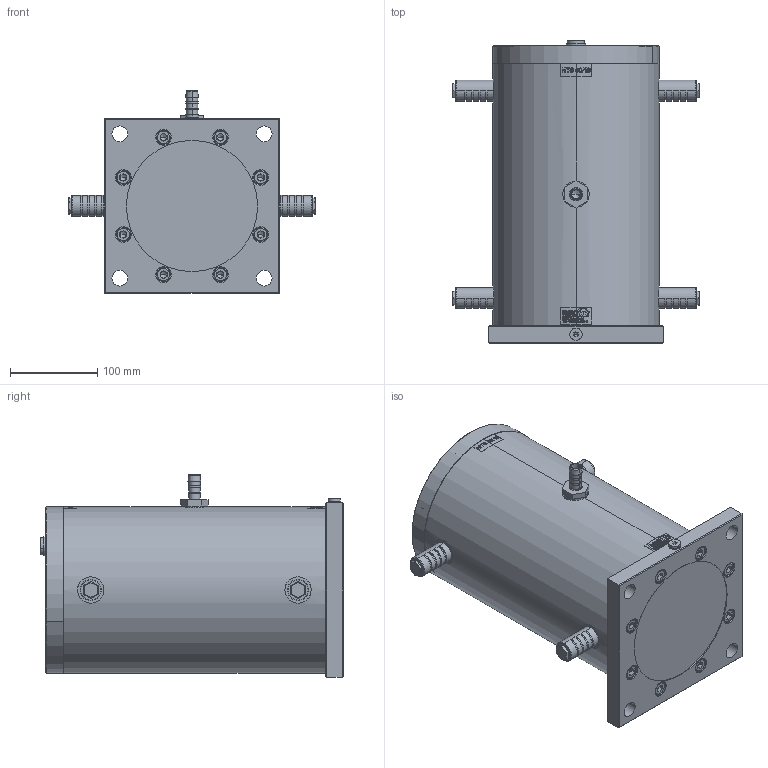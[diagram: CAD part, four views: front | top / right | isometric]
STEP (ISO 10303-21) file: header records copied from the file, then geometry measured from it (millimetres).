
FILE_DESCRIPTION (( 'STEP AP214' ), '1' );
FILE_NAME ('NTS 30-10 Kolbenvibrator #03508000.STEP', '2023-03-01T10:05:51', ( '' ), ( '' ), 'SwSTEP 2.0', 'SolidWorks 2022', '' );
FILE_SCHEMA (( 'AUTOMOTIVE_DESIGN' ));
Length unit declared in the file: millimetre
Products named in the file (1): NTS 30-10 Kolbenvibrator #03508000
Bounding box: 283 x 345.5 x 232 mm (x, y, z)
Volume: 9882157.2 mm3; surface area: 501711.3 mm2
Topology: 30 solids, 30 shells, 1238 faces, 3368 edges, 2290 vertices
Faces by surface type: cylinder 477, plane 443, cone 170, torus 116, sphere 32
Entity records: 49952 total; most frequent: CARTESIAN_POINT 17379, ORIENTED_EDGE 6548, DIRECTION 6480, EDGE_CURVE 3274, AXIS2_PLACEMENT_3D 2574, VERTEX_POINT 2290, EDGE_LOOP 1482, CIRCLE 1335
